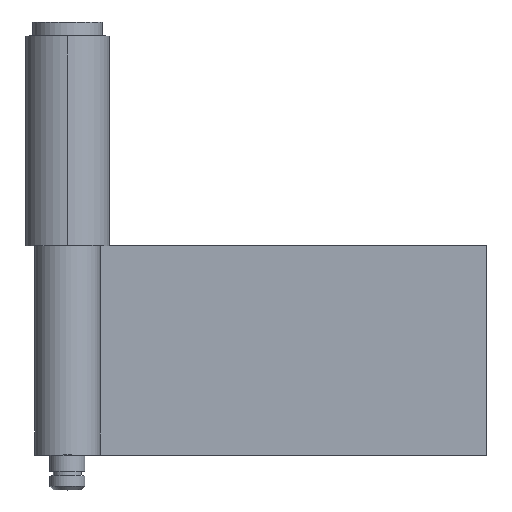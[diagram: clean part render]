
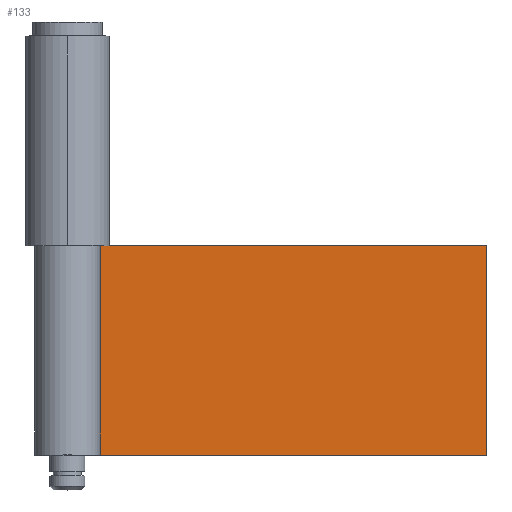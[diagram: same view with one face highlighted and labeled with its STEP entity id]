
A CAD part, top view. The second image highlights one B-rep face of the part: STEP entity #133.
In plain terms, the highlighted planar face has unit normal (0, 0, 1).
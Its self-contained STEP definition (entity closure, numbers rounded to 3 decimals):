
#6 = ORIENTED_EDGE ( 'NONE', *, *, #130, .T. ) ;
#130 = EDGE_CURVE ( 'NONE', #153, #138, #486, .T. ) ;
#132 = EDGE_LOOP ( 'NONE', ( #134, #142, #144, #6 ) ) ;
#133 = ADVANCED_FACE ( 'NONE', ( #482 ), #543, .F. ) ;
#134 = ORIENTED_EDGE ( 'NONE', *, *, #149, .T. ) ;
#138 = VERTEX_POINT ( 'NONE', #532 ) ;
#142 = ORIENTED_EDGE ( 'NONE', *, *, #143, .F. ) ;
#143 = EDGE_CURVE ( 'NONE', #201, #147, #525, .T. ) ;
#144 = ORIENTED_EDGE ( 'NONE', *, *, #156, .F. ) ;
#147 = VERTEX_POINT ( 'NONE', #574 ) ;
#149 = EDGE_CURVE ( 'NONE', #138, #147, #573, .T. ) ;
#153 = VERTEX_POINT ( 'NONE', #569 ) ;
#156 = EDGE_CURVE ( 'NONE', #153, #201, #568, .T. ) ;
#201 = VERTEX_POINT ( 'NONE', #675 ) ;
#482 = FACE_OUTER_BOUND ( 'NONE', #132, .T. ) ;
#483 = DIRECTION ( 'NONE',  ( 0., -1., 0. ) ) ;
#484 = VECTOR ( 'NONE', #483, 1000. ) ;
#485 = CARTESIAN_POINT ( 'NONE',  ( 3.847, 30., -2.7 ) ) ;
#486 = LINE ( 'NONE', #485, #484 ) ;
#522 = DIRECTION ( 'NONE',  ( 0., -1., 0. ) ) ;
#523 = VECTOR ( 'NONE', #522, 1000. ) ;
#524 = CARTESIAN_POINT ( 'NONE',  ( 60., 30., -2.7 ) ) ;
#525 = LINE ( 'NONE', #524, #523 ) ;
#532 = CARTESIAN_POINT ( 'NONE',  ( 3.847, 0., -2.7 ) ) ;
#539 = DIRECTION ( 'NONE',  ( -1., 0., 0. ) ) ;
#540 = DIRECTION ( 'NONE',  ( 0., 0., -1. ) ) ;
#541 = CARTESIAN_POINT ( 'NONE',  ( 60., 30., -2.7 ) ) ;
#542 = AXIS2_PLACEMENT_3D ( 'NONE', #541, #540, #539 ) ;
#543 = PLANE ( 'NONE',  #542 ) ;
#565 = DIRECTION ( 'NONE',  ( 1., 0., 0. ) ) ;
#566 = VECTOR ( 'NONE', #565, 1000. ) ;
#567 = CARTESIAN_POINT ( 'NONE',  ( 60., 30., -2.7 ) ) ;
#568 = LINE ( 'NONE', #567, #566 ) ;
#569 = CARTESIAN_POINT ( 'NONE',  ( 3.847, 30., -2.7 ) ) ;
#570 = DIRECTION ( 'NONE',  ( 1., 0., 0. ) ) ;
#571 = VECTOR ( 'NONE', #570, 1000. ) ;
#572 = CARTESIAN_POINT ( 'NONE',  ( 60., 0., -2.7 ) ) ;
#573 = LINE ( 'NONE', #572, #571 ) ;
#574 = CARTESIAN_POINT ( 'NONE',  ( 60., 0., -2.7 ) ) ;
#675 = CARTESIAN_POINT ( 'NONE',  ( 60., 30., -2.7 ) ) ;
